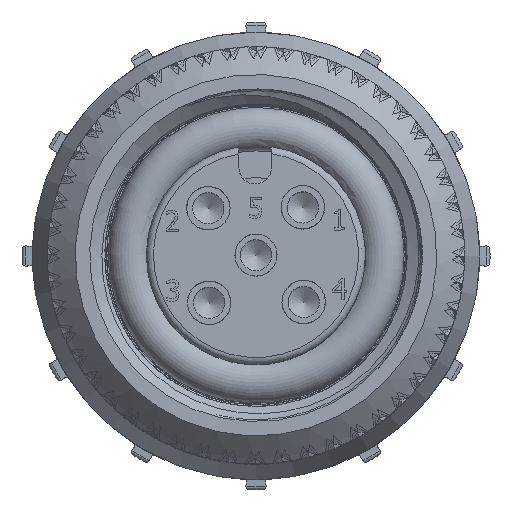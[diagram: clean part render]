
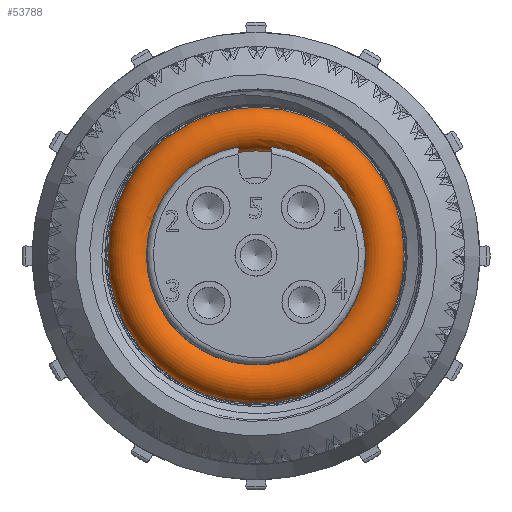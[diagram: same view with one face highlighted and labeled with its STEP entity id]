
A CAD part, top view. The second image highlights one B-rep face of the part: STEP entity #53788.
In plain terms, the highlighted toroidal (fillet/blend) face has major radius 4.616 mm and minor radius 0.794 mm.
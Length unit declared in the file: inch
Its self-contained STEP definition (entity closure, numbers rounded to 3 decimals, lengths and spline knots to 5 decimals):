
#4557=ELLIPSE('',#57714,0.03173,0.0313);
#4558=ELLIPSE('',#57716,0.03173,0.0313);
#5355=TOROIDAL_SURFACE('',#57711,0.18175,0.03125);
#7199=FACE_BOUND('',#11210,.T.);
#7200=FACE_BOUND('',#11211,.T.);
#7309=FACE_OUTER_BOUND('',#11209,.T.);
#11209=EDGE_LOOP('',(#32965));
#11210=EDGE_LOOP('',(#32966,#32967,#32968,#32969));
#11211=EDGE_LOOP('',(#32970));
#15130=CIRCLE('',#57712,0.21136);
#15131=CIRCLE('',#57713,0.15214);
#15132=CIRCLE('',#57715,0.15748);
#15133=CIRCLE('',#57717,0.16);
#20276=VERTEX_POINT('',#80060);
#20277=VERTEX_POINT('',#80062);
#20278=VERTEX_POINT('',#80063);
#20279=VERTEX_POINT('',#80065);
#20280=VERTEX_POINT('',#80067);
#20281=VERTEX_POINT('',#80070);
#24726=EDGE_CURVE('',#20276,#20276,#15130,.T.);
#24727=EDGE_CURVE('',#20277,#20278,#15131,.T.);
#24728=EDGE_CURVE('',#20279,#20277,#4557,.T.);
#24729=EDGE_CURVE('',#20280,#20279,#15132,.T.);
#24730=EDGE_CURVE('',#20278,#20280,#4558,.T.);
#24731=EDGE_CURVE('',#20281,#20281,#15133,.T.);
#32965=ORIENTED_EDGE('',*,*,#24726,.F.);
#32966=ORIENTED_EDGE('',*,*,#24727,.F.);
#32967=ORIENTED_EDGE('',*,*,#24728,.F.);
#32968=ORIENTED_EDGE('',*,*,#24729,.F.);
#32969=ORIENTED_EDGE('',*,*,#24730,.F.);
#32970=ORIENTED_EDGE('',*,*,#24731,.F.);
#53788=ADVANCED_FACE('',(#7309,#7199,#7200),#5355,.T.);
#57711=AXIS2_PLACEMENT_3D('',#80059,#64835,#64836);
#57712=AXIS2_PLACEMENT_3D('',#80061,#64837,#64838);
#57713=AXIS2_PLACEMENT_3D('',#80064,#64839,#64840);
#57714=AXIS2_PLACEMENT_3D('',#80066,#64841,#64842);
#57715=AXIS2_PLACEMENT_3D('',#80068,#64843,#64844);
#57716=AXIS2_PLACEMENT_3D('',#80069,#64845,#64846);
#57717=AXIS2_PLACEMENT_3D('',#80071,#64847,#64848);
#64835=DIRECTION('center_axis',(0.,0.,
1.));
#64836=DIRECTION('ref_axis',(-1.,-0.009,0.));
#64837=DIRECTION('center_axis',(0.,0.,
-1.));
#64838=DIRECTION('ref_axis',(1.,0.,0.));
#64839=DIRECTION('center_axis',(0.,0.,
-1.));
#64840=DIRECTION('ref_axis',(1.,0.,0.));
#64841=DIRECTION('center_axis',(1.,0.009,0.));
#64842=DIRECTION('ref_axis',(0.009,-1.,-0.003));
#64843=DIRECTION('center_axis',(0.,0.,
1.));
#64844=DIRECTION('ref_axis',(-0.009,1.,0.));
#64845=DIRECTION('center_axis',(-1.,-0.009,
0.));
#64846=DIRECTION('ref_axis',(0.009,-1.,-0.003));
#64847=DIRECTION('center_axis',(0.,0.,
1.));
#64848=DIRECTION('ref_axis',(0.,1.,0.));
#80059=CARTESIAN_POINT('Origin',(0.,0.,
-0.31));
#80060=CARTESIAN_POINT('',(-0.21136,0.,-0.32));
#80061=CARTESIAN_POINT('Origin',(0.,0.,
-0.32));
#80062=CARTESIAN_POINT('',(0.02219,0.15052,-0.32));
#80063=CARTESIAN_POINT('',(-0.02481,0.15011,-0.32));
#80064=CARTESIAN_POINT('Origin',(0.,0.,
-0.32));
#80065=CARTESIAN_POINT('',(0.02214,0.15592,-0.29031));
#80066=CARTESIAN_POINT('Origin',(0.02193,0.18059,-0.31));
#80067=CARTESIAN_POINT('',(-0.02486,0.15551,-0.29031));
#80068=CARTESIAN_POINT('Origin',(0.,0.,
-0.29031));
#80069=CARTESIAN_POINT('Origin',(-0.02507,0.18018,
-0.31));
#80070=CARTESIAN_POINT('',(0.,-0.16,-0.33244));
#80071=CARTESIAN_POINT('Origin',(0.,0.,
-0.33244));
